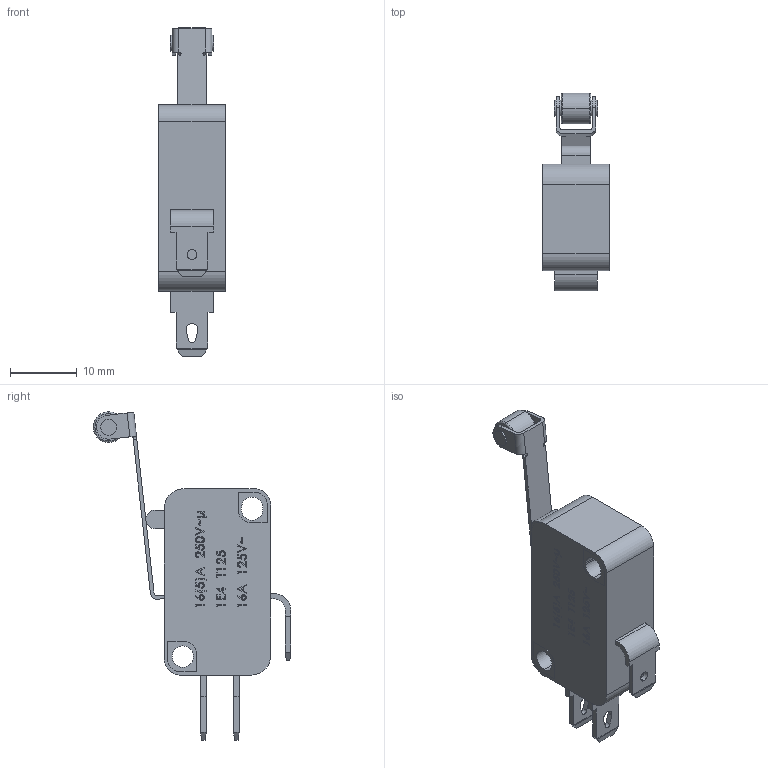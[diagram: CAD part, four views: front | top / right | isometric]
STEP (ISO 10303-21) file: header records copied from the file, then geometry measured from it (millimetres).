
FILE_DESCRIPTION (( 'STEP AP203' ), '1' );
FILE_NAME ('STEP End-Stop Limit Switch UP.STEP', '2021-07-21T05:39:18', ( '' ), ( '' ), 'SwSTEP 2.0', 'SolidWorks 2021', '' );
FILE_SCHEMA (( 'CONFIG_CONTROL_DESIGN' ));
Length unit declared in the file: millimetre
Products named in the file (1): STEP End-Stop Limit Switch UP
Bounding box: 10 x 29.63 x 49.29 mm (x, y, z)
Volume: 4614.2 mm3; surface area: 3629.2 mm2
Topology: 5 solids, 6 shells, 656 faces, 1736 edges, 1156 vertices
Faces by surface type: plane 429, bspline 159, cylinder 64, torus 4
Entity records: 29393 total; most frequent: CARTESIAN_POINT 14008, ORIENTED_EDGE 3472, DIRECTION 2526, EDGE_CURVE 1736, VECTOR 1282, LINE 1282, VERTEX_POINT 1156, EDGE_LOOP 732
